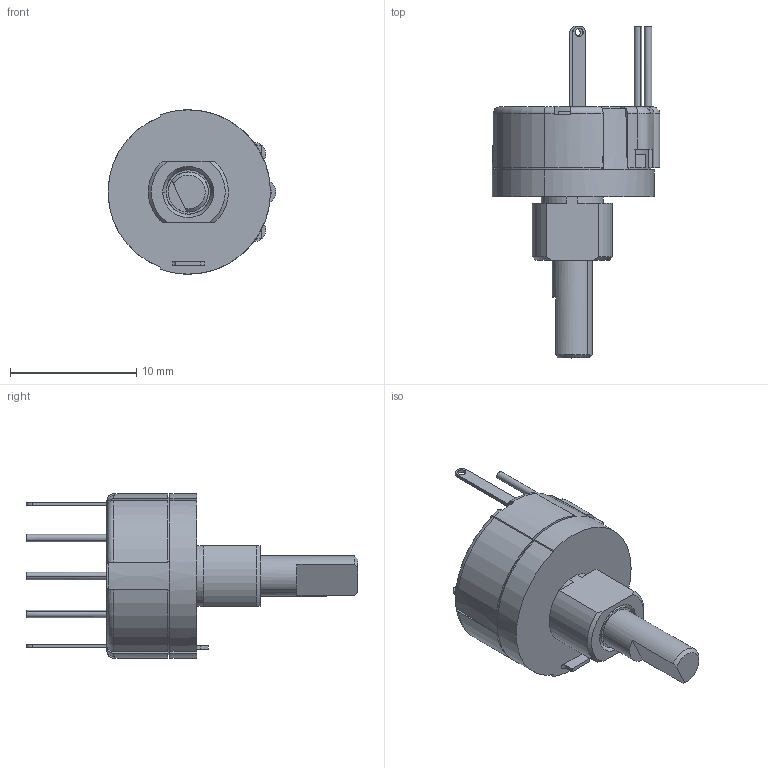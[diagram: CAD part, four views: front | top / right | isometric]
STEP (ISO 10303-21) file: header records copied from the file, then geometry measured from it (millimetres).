
FILE_DESCRIPTION((''),'2;1');
FILE_NAME('39XB-XXX-XXX','2014-04-08T',('rickb'),('Bourns, Inc.'),'PRO/ENGINEER BY PARAMETRIC TECHNOLOGY CORPORATION, 2012230','PRO/ENGINEER BY PARAMETRIC TECHNOLOGY CORPORATION, 2012230','');
FILE_SCHEMA(('CONFIG_CONTROL_DESIGN'));
Length unit declared in the file: inch
Products named in the file (1): 39XB-XXX-XXX
Bounding box: 13.28 x 26.26 x 13 mm (x, y, z)
Volume: 1105.8 mm3; surface area: 1037.8 mm2
Topology: 1 solids, 1 shells, 228 faces, 686 edges, 466 vertices
Faces by surface type: plane 120, cylinder 73, torus 21, cone 11, bspline 3
Entity records: 8370 total; most frequent: CARTESIAN_POINT 1981, ORIENTED_EDGE 1372, DIRECTION 1358, EDGE_CURVE 686, AXIS2_PLACEMENT_3D 526, VERTEX_POINT 466, VECTOR 306, LINE 306
